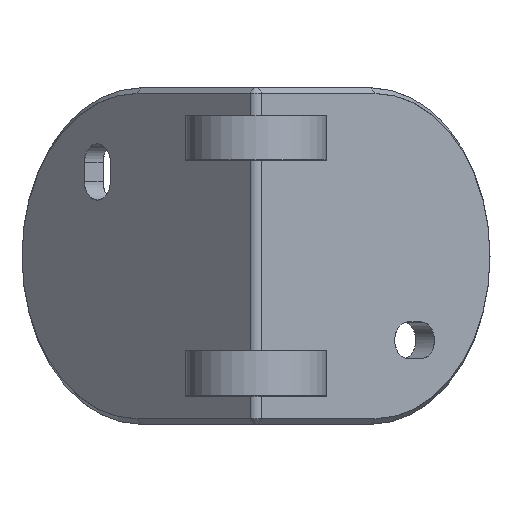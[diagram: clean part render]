
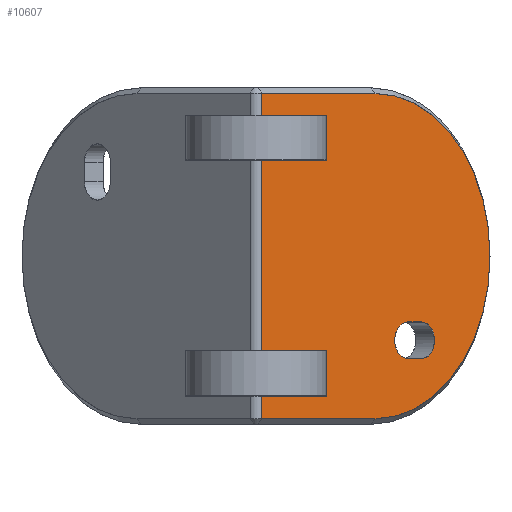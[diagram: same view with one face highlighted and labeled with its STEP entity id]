
A CAD part, top view. The second image highlights one B-rep face of the part: STEP entity #10607.
In plain terms, the highlighted planar face has unit normal (0.707, 0, 0.707).
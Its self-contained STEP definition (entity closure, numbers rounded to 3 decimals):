
#331 = EDGE_CURVE ( 'NONE', #16719, #13131, #11865, .T. ) ;
#507 = CARTESIAN_POINT ( 'NONE',  ( 54.094, -23.45, -54.094 ) ) ;
#1000 = ORIENTED_EDGE ( 'NONE', *, *, #11065, .T. ) ;
#1212 = DIRECTION ( 'NONE',  ( -0.707, 0., -0.707 ) ) ;
#1255 = VECTOR ( 'NONE', #15270, 1000. ) ;
#1327 = DIRECTION ( 'NONE',  ( -0.707, 0., -0.707 ) ) ;
#1405 = CARTESIAN_POINT ( 'NONE',  ( 14.142, -42., -14.142 ) ) ;
#1704 = DIRECTION ( 'NONE',  ( 0.707, 0., 0.707 ) ) ;
#1792 = AXIS2_PLACEMENT_3D ( 'NONE', #7887, #1212, #19658 ) ;
#1887 = CIRCLE ( 'NONE', #1792, 4.55 ) ;
#2033 = VERTEX_POINT ( 'NONE', #10589 ) ;
#2070 = FACE_BOUND ( 'NONE', #19296, .T. ) ;
#2332 = ORIENTED_EDGE ( 'NONE', *, *, #18695, .T. ) ;
#2497 = EDGE_CURVE ( 'NONE', #13131, #2510, #16533, .T. ) ;
#2510 = VERTEX_POINT ( 'NONE', #507 ) ;
#3098 = ORIENTED_EDGE ( 'NONE', *, *, #10712, .T. ) ;
#3328 = VECTOR ( 'NONE', #18908, 1000. ) ;
#3535 = ORIENTED_EDGE ( 'NONE', *, *, #18851, .T. ) ;
#3737 = VERTEX_POINT ( 'NONE', #12540 ) ;
#3843 = DIRECTION ( 'NONE',  ( -0.707, 0., 0.707 ) ) ;
#4466 = AXIS2_PLACEMENT_3D ( 'NONE', #1405, #1327, #11463 ) ;
#4722 = FACE_BOUND ( 'NONE', #20287, .T. ) ;
#4968 = DIRECTION ( 'NONE',  ( -0.707, 0., -0.707 ) ) ;
#5033 = DIRECTION ( 'NONE',  ( -0.707, 0., 0.707 ) ) ;
#5124 = DIRECTION ( 'NONE',  ( -0.707, 0., 0.707 ) ) ;
#5145 = CARTESIAN_POINT ( 'NONE',  ( 59.043, -36.55, -59.043 ) ) ;
#5398 = CARTESIAN_POINT ( 'NONE',  ( 54.094, -30., -54.094 ) ) ;
#6612 = ORIENTED_EDGE ( 'NONE', *, *, #331, .T. ) ;
#6684 = ORIENTED_EDGE ( 'NONE', *, *, #7110, .T. ) ;
#6813 = PLANE ( 'NONE',  #13161 ) ;
#7110 = EDGE_CURVE ( 'NONE', #15941, #15941, #13004, .T. ) ;
#7117 = DIRECTION ( 'NONE',  ( -0.707, 0., 0.707 ) ) ;
#7338 = DIRECTION ( 'NONE',  ( -0.707, 0., -0.707 ) ) ;
#7408 = CARTESIAN_POINT ( 'NONE',  ( 10.925, -42., -10.925 ) ) ;
#7828 = VERTEX_POINT ( 'NONE', #19513 ) ;
#7861 = LINE ( 'NONE', #17205, #3328 ) ;
#7887 = CARTESIAN_POINT ( 'NONE',  ( 14.142, 42., -14.142 ) ) ;
#8090 = EDGE_LOOP ( 'NONE', ( #3098, #6612, #19468, #18716 ) ) ;
#8228 = CARTESIAN_POINT ( 'NONE',  ( 42.426, 0., -42.426 ) ) ;
#8505 = CARTESIAN_POINT ( 'NONE',  ( 84.853, 60., -84.853 ) ) ;
#8601 = VECTOR ( 'NONE', #18567, 1000. ) ;
#8720 = CARTESIAN_POINT ( 'NONE',  ( 59.043, -30., -59.043 ) ) ;
#8842 = EDGE_CURVE ( 'NONE', #16456, #16456, #1887, .T. ) ;
#8936 = DIRECTION ( 'NONE',  ( -0.707, 0., -0.707 ) ) ;
#8940 = CIRCLE ( 'NONE', #12452, 6.55 ) ;
#9034 = ORIENTED_EDGE ( 'NONE', *, *, #8842, .T. ) ;
#9105 = CARTESIAN_POINT ( 'NONE',  ( 2.121, -57.979, -2.121 ) ) ;
#9894 = CARTESIAN_POINT ( 'NONE',  ( 83.424, 0., -83.424 ) ) ;
#9924 = CARTESIAN_POINT ( 'NONE',  ( 84.853, -36.55, -84.853 ) ) ;
#9937 = LINE ( 'NONE', #13597, #17819 ) ;
#10333 = VERTEX_POINT ( 'NONE', #9105 ) ;
#10356 = DIRECTION ( 'NONE',  ( -0.707, 0., 0.707 ) ) ;
#10589 = CARTESIAN_POINT ( 'NONE',  ( 2.121, 57.979, -2.121 ) ) ;
#10607 = ADVANCED_FACE ( 'NONE', ( #4722, #2070, #19511, #16335 ), #6813, .F. ) ;
#10712 = EDGE_CURVE ( 'NONE', #7828, #16719, #8940, .T. ) ;
#11065 = EDGE_CURVE ( 'NONE', #10333, #3737, #14982, .T. ) ;
#11246 = LINE ( 'NONE', #16857, #8601 ) ;
#11463 = DIRECTION ( 'NONE',  ( -0.707, 0., 0.707 ) ) ;
#11711 = VERTEX_POINT ( 'NONE', #9894 ) ;
#11810 = CARTESIAN_POINT ( 'NONE',  ( 42.426, -57.979, -42.426 ) ) ;
#11865 = LINE ( 'NONE', #9924, #19752 ) ;
#12035 = AXIS2_PLACEMENT_3D ( 'NONE', #5398, #8936, #7117 ) ;
#12084 = CIRCLE ( 'NONE', #15519, 57.979 ) ;
#12452 = AXIS2_PLACEMENT_3D ( 'NONE', #8720, #7338, #3843 ) ;
#12540 = CARTESIAN_POINT ( 'NONE',  ( 42.426, -57.979, -42.426 ) ) ;
#12840 = EDGE_CURVE ( 'NONE', #18618, #2033, #11246, .T. ) ;
#13004 = CIRCLE ( 'NONE', #4466, 4.55 ) ;
#13131 = VERTEX_POINT ( 'NONE', #20714 ) ;
#13161 = AXIS2_PLACEMENT_3D ( 'NONE', #8505, #4968, #10356 ) ;
#13597 = CARTESIAN_POINT ( 'NONE',  ( 84.853, -23.45, -84.853 ) ) ;
#13750 = EDGE_CURVE ( 'NONE', #11711, #18618, #18330, .T. ) ;
#14242 = DIRECTION ( 'NONE',  ( 0.707, 0., 0.707 ) ) ;
#14982 = LINE ( 'NONE', #11810, #1255 ) ;
#14993 = DIRECTION ( 'NONE',  ( 0.707, 0., -0.707 ) ) ;
#15270 = DIRECTION ( 'NONE',  ( 0.707, 0., -0.707 ) ) ;
#15519 = AXIS2_PLACEMENT_3D ( 'NONE', #8228, #1704, #5124 ) ;
#15941 = VERTEX_POINT ( 'NONE', #7408 ) ;
#16335 = FACE_OUTER_BOUND ( 'NONE', #19327, .T. ) ;
#16456 = VERTEX_POINT ( 'NONE', #19119 ) ;
#16533 = CIRCLE ( 'NONE', #12035, 6.55 ) ;
#16719 = VERTEX_POINT ( 'NONE', #5145 ) ;
#16759 = CARTESIAN_POINT ( 'NONE',  ( 42.426, 57.979, -42.426 ) ) ;
#16857 = CARTESIAN_POINT ( 'NONE',  ( 2.121, 57.979, -2.121 ) ) ;
#17194 = ORIENTED_EDGE ( 'NONE', *, *, #12840, .T. ) ;
#17205 = CARTESIAN_POINT ( 'NONE',  ( 2.121, 60., -2.121 ) ) ;
#17304 = ORIENTED_EDGE ( 'NONE', *, *, #13750, .T. ) ;
#17819 = VECTOR ( 'NONE', #14993, 1000. ) ;
#18098 = AXIS2_PLACEMENT_3D ( 'NONE', #19186, #14242, #19257 ) ;
#18330 = CIRCLE ( 'NONE', #18098, 57.979 ) ;
#18567 = DIRECTION ( 'NONE',  ( -0.707, 0., 0.707 ) ) ;
#18618 = VERTEX_POINT ( 'NONE', #16759 ) ;
#18695 = EDGE_CURVE ( 'NONE', #3737, #11711, #12084, .T. ) ;
#18716 = ORIENTED_EDGE ( 'NONE', *, *, #21846, .T. ) ;
#18851 = EDGE_CURVE ( 'NONE', #2033, #10333, #7861, .T. ) ;
#18908 = DIRECTION ( 'NONE',  ( 0., -1., 0. ) ) ;
#19119 = CARTESIAN_POINT ( 'NONE',  ( 10.925, 42., -10.925 ) ) ;
#19186 = CARTESIAN_POINT ( 'NONE',  ( 42.426, 0., -42.426 ) ) ;
#19257 = DIRECTION ( 'NONE',  ( -0.707, 0., 0.707 ) ) ;
#19296 = EDGE_LOOP ( 'NONE', ( #6684 ) ) ;
#19327 = EDGE_LOOP ( 'NONE', ( #17304, #17194, #3535, #1000, #2332 ) ) ;
#19468 = ORIENTED_EDGE ( 'NONE', *, *, #2497, .T. ) ;
#19511 = FACE_BOUND ( 'NONE', #8090, .T. ) ;
#19513 = CARTESIAN_POINT ( 'NONE',  ( 59.043, -23.45, -59.043 ) ) ;
#19658 = DIRECTION ( 'NONE',  ( -0.707, 0., 0.707 ) ) ;
#19752 = VECTOR ( 'NONE', #5033, 1000. ) ;
#20287 = EDGE_LOOP ( 'NONE', ( #9034 ) ) ;
#20714 = CARTESIAN_POINT ( 'NONE',  ( 54.094, -36.55, -54.094 ) ) ;
#21846 = EDGE_CURVE ( 'NONE', #2510, #7828, #9937, .T. ) ;
